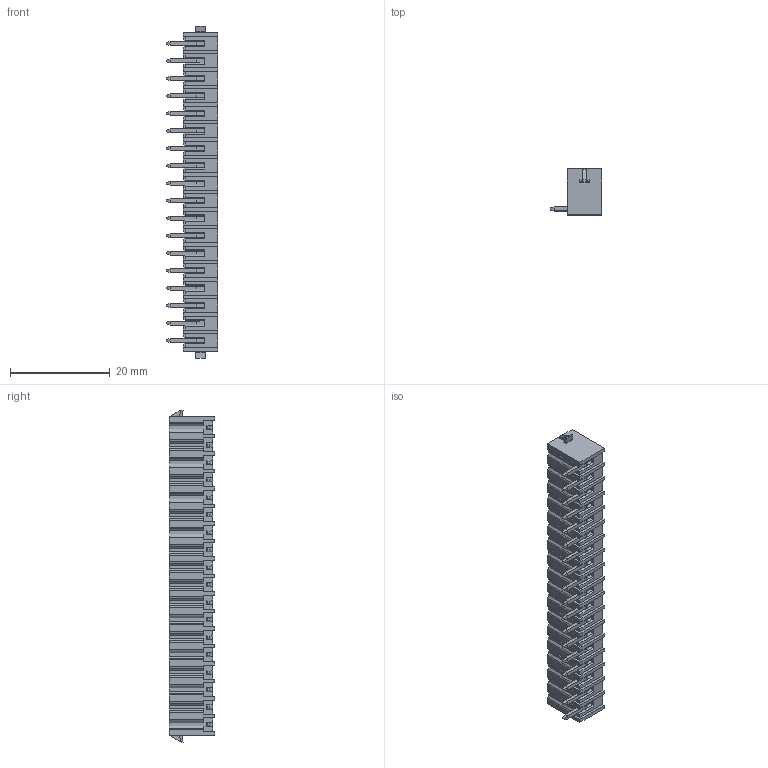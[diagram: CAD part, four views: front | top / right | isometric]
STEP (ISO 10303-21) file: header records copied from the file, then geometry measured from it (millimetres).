
FILE_DESCRIPTION((''),'2;1');
FILE_NAME('PRT0002','2024-10-12T',('sheji'),(''),'PRO/ENGINEER BY PARAMETRIC TECHNOLOGY CORPORATION, 2015240','PRO/ENGINEER BY PARAMETRIC TECHNOLOGY CORPORATION, 2015240','');
FILE_SCHEMA(('CONFIG_CONTROL_DESIGN'));
Length unit declared in the file: millimetre
Products named in the file (1): PRT0002
Bounding box: 10.4 x 9.2 x 66.5 mm (x, y, z)
Volume: 1803.9 mm3; surface area: 5729.6 mm2
Topology: 19 solids, 19 shells, 1144 faces, 3042 edges, 1992 vertices
Faces by surface type: plane 926, cylinder 182, cone 36
Entity records: 35082 total; most frequent: CARTESIAN_POINT 6592, ORIENTED_EDGE 6084, DIRECTION 5518, EDGE_CURVE 3042, VECTOR 2566, LINE 2566, VERTEX_POINT 1992, AXIS2_PLACEMENT_3D 1476
